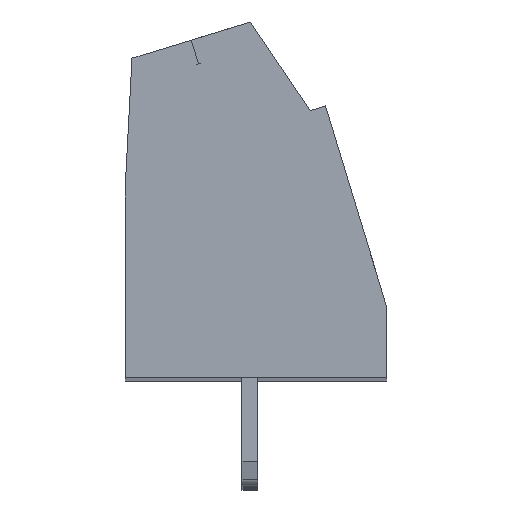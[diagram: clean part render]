
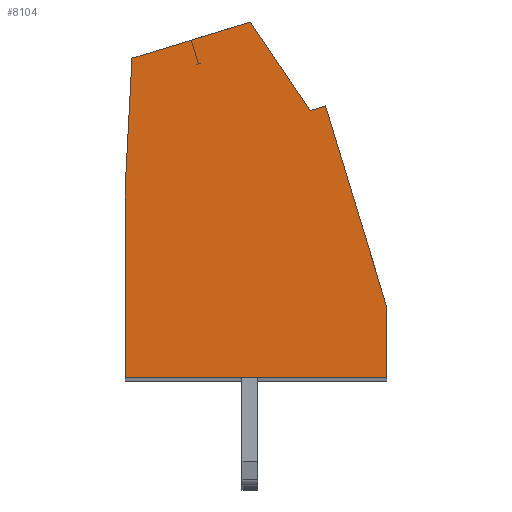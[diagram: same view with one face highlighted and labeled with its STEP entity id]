
A CAD part, top view. The second image highlights one B-rep face of the part: STEP entity #8104.
In plain terms, the highlighted planar face has unit normal (0, 0, 1).
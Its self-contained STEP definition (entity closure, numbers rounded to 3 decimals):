
#959=DIRECTION('',(-0.292,0.956,0.));
#960=VECTOR('',#959,6.75);
#961=CARTESIAN_POINT('',(4.2,-5.45,1.75));
#962=LINE('',#961,#960);
#963=DIRECTION('',(0.,1.,0.));
#964=VECTOR('',#963,2.25);
#965=CARTESIAN_POINT('',(4.2,-7.7,1.75));
#966=LINE('',#965,#964);
#967=DIRECTION('',(1.,0.,0.));
#968=VECTOR('',#967,8.4);
#969=CARTESIAN_POINT('',(-4.2,-7.7,1.75));
#970=LINE('',#969,#968);
#971=DIRECTION('',(0.,-1.,0.));
#972=VECTOR('',#971,6.071);
#973=CARTESIAN_POINT('',(-4.2,-1.629,1.75));
#974=LINE('',#973,#972);
#975=DIRECTION('',(-0.052,-0.999,0.));
#976=VECTOR('',#975,4.172);
#977=CARTESIAN_POINT('',(-3.982,2.537,1.75));
#978=LINE('',#977,#976);
#979=DIRECTION('',(-0.956,-0.292,0.));
#980=VECTOR('',#979,3.978);
#981=CARTESIAN_POINT('',(-0.177,3.7,1.75));
#982=LINE('',#981,#980);
#983=DIRECTION('',(-0.559,0.829,0.));
#984=VECTOR('',#983,3.43);
#985=CARTESIAN_POINT('',(1.741,0.857,1.75));
#986=LINE('',#985,#984);
#987=DIRECTION('',(-0.956,-0.292,0.));
#988=VECTOR('',#987,0.508);
#989=CARTESIAN_POINT('',(2.226,1.005,1.75));
#990=LINE('',#989,#988);
#5711=CARTESIAN_POINT('',(4.2,-5.45,1.75));
#5712=CARTESIAN_POINT('',(2.226,1.005,1.75));
#5713=VERTEX_POINT('',#5711);
#5714=VERTEX_POINT('',#5712);
#5715=CARTESIAN_POINT('',(1.741,0.857,1.75));
#5716=VERTEX_POINT('',#5715);
#5717=CARTESIAN_POINT('',(-0.177,3.7,1.75));
#5718=VERTEX_POINT('',#5717);
#5719=CARTESIAN_POINT('',(-3.982,2.537,1.75));
#5720=VERTEX_POINT('',#5719);
#5721=CARTESIAN_POINT('',(-4.2,-1.629,1.75));
#5722=VERTEX_POINT('',#5721);
#5723=CARTESIAN_POINT('',(-4.2,-7.7,1.75));
#5724=VERTEX_POINT('',#5723);
#5725=CARTESIAN_POINT('',(4.2,-7.7,1.75));
#5726=VERTEX_POINT('',#5725);
#8089=CARTESIAN_POINT('',(0.,0.,1.75));
#8090=DIRECTION('',(0.,0.,1.));
#8091=DIRECTION('',(1.,0.,0.));
#8092=AXIS2_PLACEMENT_3D('',#8089,#8090,#8091);
#8093=PLANE('',#8092);
#8094=ORIENTED_EDGE('',*,*,#7439,.F.);
#8095=ORIENTED_EDGE('',*,*,#7664,.F.);
#8096=ORIENTED_EDGE('',*,*,#7678,.F.);
#8097=ORIENTED_EDGE('',*,*,#7902,.F.);
#8098=ORIENTED_EDGE('',*,*,#7916,.F.);
#8099=ORIENTED_EDGE('',*,*,#7930,.F.);
#8100=ORIENTED_EDGE('',*,*,#8070,.F.);
#8101=ORIENTED_EDGE('',*,*,#8083,.F.);
#8102=EDGE_LOOP('',(#8094,#8095,#8096,#8097,#8098,#8099,#8100,#8101));
#8103=FACE_OUTER_BOUND('',#8102,.F.);
#7439=EDGE_CURVE('',#5713,#5714,#962,.T.);
#7664=EDGE_CURVE('',#5726,#5713,#966,.T.);
#7678=EDGE_CURVE('',#5724,#5726,#970,.T.);
#7902=EDGE_CURVE('',#5722,#5724,#974,.T.);
#7916=EDGE_CURVE('',#5720,#5722,#978,.T.);
#7930=EDGE_CURVE('',#5718,#5720,#982,.T.);
#8070=EDGE_CURVE('',#5716,#5718,#986,.T.);
#8083=EDGE_CURVE('',#5714,#5716,#990,.T.);
#8104=ADVANCED_FACE('',(#8103),#8093,.T.);
